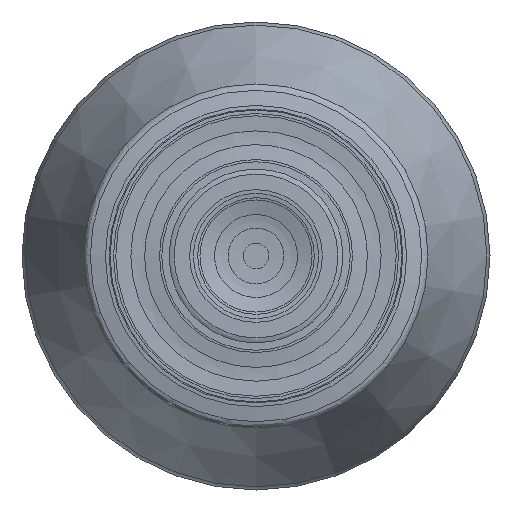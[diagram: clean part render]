
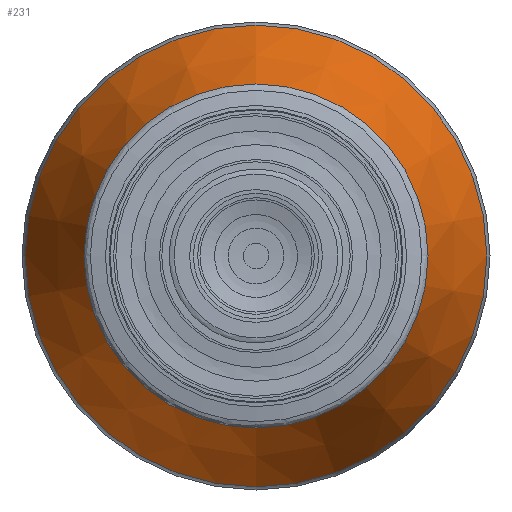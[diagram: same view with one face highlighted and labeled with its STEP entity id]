
A CAD part, left-side view. The second image highlights one B-rep face of the part: STEP entity #231.
In plain terms, the highlighted conical face has half-angle 22.62 degrees and reference radius 16.769 mm.
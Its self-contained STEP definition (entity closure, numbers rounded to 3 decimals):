
#209=CONICAL_SURFACE('',#906,16.769,22.62);
#231=ADVANCED_FACE('',(#319,#320),#209,.T.);
#319=FACE_BOUND('',#446,.T.);
#320=FACE_BOUND('',#447,.T.);
#446=EDGE_LOOP('',(#576));
#447=EDGE_LOOP('',(#577));
#576=ORIENTED_EDGE('',*,*,#757,.T.);
#577=ORIENTED_EDGE('',*,*,#756,.F.);
#691=VERTEX_POINT('',#1258);
#692=VERTEX_POINT('',#1261);
#756=EDGE_CURVE('',#691,#691,#821,.T.);
#757=EDGE_CURVE('',#692,#692,#822,.T.);
#821=CIRCLE('',#903,16.769);
#822=CIRCLE('',#905,12.385);
#903=AXIS2_PLACEMENT_3D('',#1257,#1023,#1024);
#905=AXIS2_PLACEMENT_3D('',#1260,#1027,#1028);
#906=AXIS2_PLACEMENT_3D('',#1262,#1029,#1030);
#1023=DIRECTION('',(1.,0.,0.));
#1024=DIRECTION('',(0.,0.,1.));
#1027=DIRECTION('',(1.,0.,0.));
#1028=DIRECTION('',(0.,0.,1.));
#1029=DIRECTION('',(1.,0.,0.));
#1030=DIRECTION('',(0.,0.,-1.));
#1257=CARTESIAN_POINT('',(116.446,0.,0.));
#1258=CARTESIAN_POINT('',(116.446,0.,16.769));
#1260=CARTESIAN_POINT('',(105.923,0.,0.));
#1261=CARTESIAN_POINT('',(105.923,0.,12.385));
#1262=CARTESIAN_POINT('',(116.446,0.,0.));
